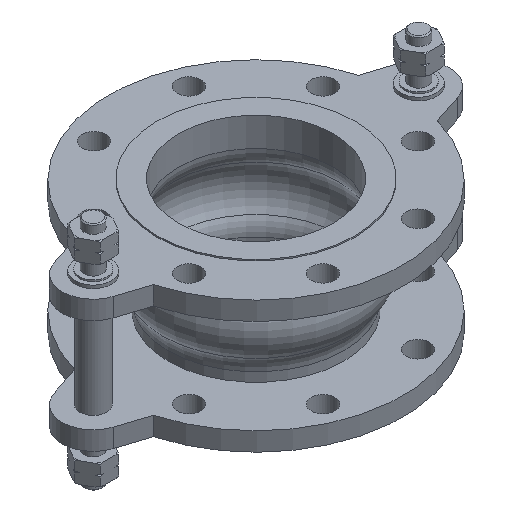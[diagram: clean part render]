
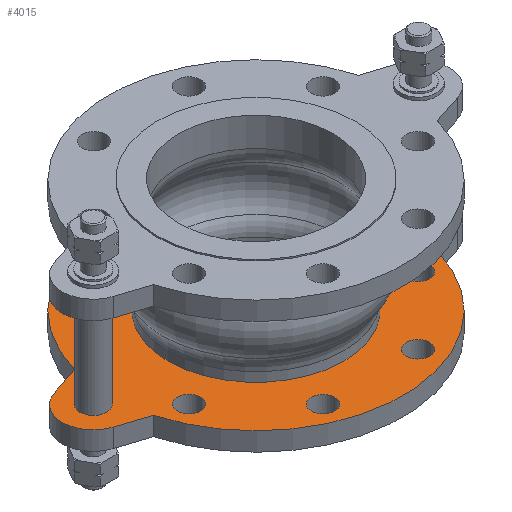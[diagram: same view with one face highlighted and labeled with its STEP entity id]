
A CAD part, isometric view. The second image highlights one B-rep face of the part: STEP entity #4015.
In plain terms, the highlighted planar face has unit normal (0, 0, 1).
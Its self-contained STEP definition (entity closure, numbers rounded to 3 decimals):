
#57=FACE_BOUND('',#1219,.T.);
#58=FACE_BOUND('',#1220,.T.);
#59=FACE_BOUND('',#1221,.T.);
#60=FACE_BOUND('',#1222,.T.);
#61=FACE_BOUND('',#1223,.T.);
#62=FACE_BOUND('',#1224,.T.);
#63=FACE_BOUND('',#1225,.T.);
#64=FACE_BOUND('',#1226,.T.);
#65=FACE_BOUND('',#1227,.T.);
#66=FACE_BOUND('',#1228,.T.);
#67=FACE_BOUND('',#1229,.T.);
#408=LINE('',#5990,#584);
#413=LINE('',#6004,#589);
#489=LINE('',#6766,#665);
#493=LINE('',#6774,#669);
#584=VECTOR('',#4741,10.);
#589=VECTOR('',#4754,10.);
#665=VECTOR('',#5222,10.);
#669=VECTOR('',#5232,10.);
#957=FACE_OUTER_BOUND('',#1218,.T.);
#1218=EDGE_LOOP('',(#3519,#3520,#3521,#3522,#3523,#3524,#3525,#3526));
#1219=EDGE_LOOP('',(#3527));
#1220=EDGE_LOOP('',(#3528));
#1221=EDGE_LOOP('',(#3529));
#1222=EDGE_LOOP('',(#3530));
#1223=EDGE_LOOP('',(#3531));
#1224=EDGE_LOOP('',(#3532));
#1225=EDGE_LOOP('',(#3533));
#1226=EDGE_LOOP('',(#3534));
#1227=EDGE_LOOP('',(#3535));
#1228=EDGE_LOOP('',(#3536));
#1229=EDGE_LOOP('',(#3537,#3538));
#1326=CIRCLE('',#4168,30.);
#1343=CIRCLE('',#4188,142.5);
#1378=CIRCLE('',#4267,13.);
#1435=CIRCLE('',#4368,30.);
#1464=CIRCLE('',#4437,142.5);
#1465=CIRCLE('',#4438,13.);
#1466=CIRCLE('',#4439,11.5);
#1467=CIRCLE('',#4440,11.5);
#1468=CIRCLE('',#4441,11.5);
#1469=CIRCLE('',#4442,11.5);
#1470=CIRCLE('',#4443,11.5);
#1471=CIRCLE('',#4444,11.5);
#1472=CIRCLE('',#4445,11.5);
#1473=CIRCLE('',#4446,11.5);
#1474=CIRCLE('',#4447,85.);
#1475=CIRCLE('',#4448,85.);
#1608=VERTEX_POINT('',#5988);
#1609=VERTEX_POINT('',#5989);
#1612=VERTEX_POINT('',#5997);
#1614=VERTEX_POINT('',#6003);
#1632=VERTEX_POINT('',#6043);
#1715=VERTEX_POINT('',#6387);
#1815=VERTEX_POINT('',#6764);
#1816=VERTEX_POINT('',#6765);
#1817=VERTEX_POINT('',#6770);
#1888=VERTEX_POINT('',#7085);
#1889=VERTEX_POINT('',#7087);
#1890=VERTEX_POINT('',#7089);
#1891=VERTEX_POINT('',#7091);
#1892=VERTEX_POINT('',#7093);
#1893=VERTEX_POINT('',#7095);
#1894=VERTEX_POINT('',#7097);
#1895=VERTEX_POINT('',#7099);
#1896=VERTEX_POINT('',#7101);
#1897=VERTEX_POINT('',#7103);
#1898=VERTEX_POINT('',#7104);
#2062=EDGE_CURVE('',#1608,#1609,#408,.T.);
#2066=EDGE_CURVE('',#1609,#1612,#1326,.T.);
#2069=EDGE_CURVE('',#1612,#1614,#413,.T.);
#2089=EDGE_CURVE('',#1614,#1632,#1343,.T.);
#2210=EDGE_CURVE('',#1715,#1715,#1378,.T.);
#2348=EDGE_CURVE('',#1815,#1816,#489,.T.);
#2351=EDGE_CURVE('',#1816,#1817,#1435,.T.);
#2353=EDGE_CURVE('',#1817,#1632,#493,.T.);
#2458=EDGE_CURVE('',#1815,#1608,#1464,.T.);
#2459=EDGE_CURVE('',#1888,#1888,#1465,.T.);
#2460=EDGE_CURVE('',#1889,#1889,#1466,.T.);
#2461=EDGE_CURVE('',#1890,#1890,#1467,.T.);
#2462=EDGE_CURVE('',#1891,#1891,#1468,.T.);
#2463=EDGE_CURVE('',#1892,#1892,#1469,.T.);
#2464=EDGE_CURVE('',#1893,#1893,#1470,.T.);
#2465=EDGE_CURVE('',#1894,#1894,#1471,.T.);
#2466=EDGE_CURVE('',#1895,#1895,#1472,.T.);
#2467=EDGE_CURVE('',#1896,#1896,#1473,.T.);
#2468=EDGE_CURVE('',#1897,#1898,#1474,.T.);
#2469=EDGE_CURVE('',#1898,#1897,#1475,.T.);
#3519=ORIENTED_EDGE('',*,*,#2458,.F.);
#3520=ORIENTED_EDGE('',*,*,#2348,.T.);
#3521=ORIENTED_EDGE('',*,*,#2351,.T.);
#3522=ORIENTED_EDGE('',*,*,#2353,.T.);
#3523=ORIENTED_EDGE('',*,*,#2089,.F.);
#3524=ORIENTED_EDGE('',*,*,#2069,.F.);
#3525=ORIENTED_EDGE('',*,*,#2066,.F.);
#3526=ORIENTED_EDGE('',*,*,#2062,.F.);
#3527=ORIENTED_EDGE('',*,*,#2210,.F.);
#3528=ORIENTED_EDGE('',*,*,#2459,.T.);
#3529=ORIENTED_EDGE('',*,*,#2460,.T.);
#3530=ORIENTED_EDGE('',*,*,#2461,.T.);
#3531=ORIENTED_EDGE('',*,*,#2462,.T.);
#3532=ORIENTED_EDGE('',*,*,#2463,.T.);
#3533=ORIENTED_EDGE('',*,*,#2464,.T.);
#3534=ORIENTED_EDGE('',*,*,#2465,.T.);
#3535=ORIENTED_EDGE('',*,*,#2466,.T.);
#3536=ORIENTED_EDGE('',*,*,#2467,.T.);
#3537=ORIENTED_EDGE('',*,*,#2468,.T.);
#3538=ORIENTED_EDGE('',*,*,#2469,.T.);
#3827=PLANE('',#4436);
#4015=ADVANCED_FACE('',(#957,#57,#58,#59,#60,#61,#62,#63,#64,#65,#66,#67),
#3827,.T.);
#4168=AXIS2_PLACEMENT_3D('',#5998,#4747,#4748);
#4188=AXIS2_PLACEMENT_3D('',#6044,#4793,#4794);
#4267=AXIS2_PLACEMENT_3D('',#6388,#4989,#4990);
#4368=AXIS2_PLACEMENT_3D('',#6771,#5227,#5228);
#4436=AXIS2_PLACEMENT_3D('',#7083,#5393,#5394);
#4437=AXIS2_PLACEMENT_3D('',#7084,#5395,#5396);
#4438=AXIS2_PLACEMENT_3D('',#7086,#5397,#5398);
#4439=AXIS2_PLACEMENT_3D('',#7088,#5399,#5400);
#4440=AXIS2_PLACEMENT_3D('',#7090,#5401,#5402);
#4441=AXIS2_PLACEMENT_3D('',#7092,#5403,#5404);
#4442=AXIS2_PLACEMENT_3D('',#7094,#5405,#5406);
#4443=AXIS2_PLACEMENT_3D('',#7096,#5407,#5408);
#4444=AXIS2_PLACEMENT_3D('',#7098,#5409,#5410);
#4445=AXIS2_PLACEMENT_3D('',#7100,#5411,#5412);
#4446=AXIS2_PLACEMENT_3D('',#7102,#5413,#5414);
#4447=AXIS2_PLACEMENT_3D('',#7105,#5415,#5416);
#4448=AXIS2_PLACEMENT_3D('',#7106,#5417,#5418);
#4741=DIRECTION('',(-0.951,0.309,0.));
#4747=DIRECTION('center_axis',(0.,0.,-1.));
#4748=DIRECTION('ref_axis',(-0.309,-0.951,0.));
#4754=DIRECTION('',(0.951,0.309,0.));
#4793=DIRECTION('center_axis',(0.,0.,-1.));
#4794=DIRECTION('ref_axis',(1.,0.,0.));
#4989=DIRECTION('center_axis',(0.,0.,1.));
#4990=DIRECTION('ref_axis',(1.,0.,0.));
#5222=DIRECTION('',(0.951,0.309,0.));
#5227=DIRECTION('center_axis',(0.,0.,1.));
#5228=DIRECTION('ref_axis',(0.309,-0.951,0.));
#5232=DIRECTION('',(-0.951,0.309,0.));
#5393=DIRECTION('center_axis',(0.,0.,1.));
#5394=DIRECTION('ref_axis',(1.,0.,0.));
#5395=DIRECTION('center_axis',(0.,0.,-1.));
#5396=DIRECTION('ref_axis',(1.,0.,0.));
#5397=DIRECTION('center_axis',(0.,0.,-1.));
#5398=DIRECTION('ref_axis',(-1.,0.,0.));
#5399=DIRECTION('center_axis',(0.,0.,-1.));
#5400=DIRECTION('ref_axis',(0.707,0.707,0.));
#5401=DIRECTION('center_axis',(0.,0.,-1.));
#5402=DIRECTION('ref_axis',(0.,1.,0.));
#5403=DIRECTION('center_axis',(0.,0.,-1.));
#5404=DIRECTION('ref_axis',(-0.707,0.707,0.));
#5405=DIRECTION('center_axis',(0.,0.,-1.));
#5406=DIRECTION('ref_axis',(-1.,0.,0.));
#5407=DIRECTION('center_axis',(0.,0.,-1.));
#5408=DIRECTION('ref_axis',(-0.707,-0.707,0.));
#5409=DIRECTION('center_axis',(0.,0.,-1.));
#5410=DIRECTION('ref_axis',(0.,-1.,0.));
#5411=DIRECTION('center_axis',(0.,0.,-1.));
#5412=DIRECTION('ref_axis',(0.707,-0.707,0.));
#5413=DIRECTION('center_axis',(0.,0.,-1.));
#5414=DIRECTION('ref_axis',(1.,0.,0.));
#5415=DIRECTION('center_axis',(0.,0.,-1.));
#5416=DIRECTION('ref_axis',(1.,0.,0.));
#5417=DIRECTION('center_axis',(0.,0.,-1.));
#5418=DIRECTION('ref_axis',(1.,0.,0.));
#5988=CARTESIAN_POINT('',(-137.311,-38.104,-45.75));
#5989=CARTESIAN_POINT('',(-166.771,-28.532,-45.75));
#5990=CARTESIAN_POINT('',(-168.989,-27.811,-45.75));
#5997=CARTESIAN_POINT('',(-166.771,28.532,-45.75));
#5998=CARTESIAN_POINT('Origin',(-157.5,0.,-45.75));
#6003=CARTESIAN_POINT('',(-137.311,38.104,-45.75));
#6004=CARTESIAN_POINT('',(-154.259,32.597,-45.75));
#6043=CARTESIAN_POINT('',(137.311,38.104,-45.75));
#6044=CARTESIAN_POINT('Origin',(0.,0.,-45.75));
#6387=CARTESIAN_POINT('',(-170.5,0.,-45.75));
#6388=CARTESIAN_POINT('Origin',(-157.5,0.,-45.75));
#6764=CARTESIAN_POINT('',(137.311,-38.104,-45.75));
#6765=CARTESIAN_POINT('',(166.771,-28.532,-45.75));
#6766=CARTESIAN_POINT('',(168.989,-27.811,-45.75));
#6770=CARTESIAN_POINT('',(166.771,28.532,-45.75));
#6771=CARTESIAN_POINT('Origin',(157.5,0.,-45.75));
#6774=CARTESIAN_POINT('',(154.259,32.597,-45.75));
#7083=CARTESIAN_POINT('Origin',(0.,142.5,-45.75));
#7084=CARTESIAN_POINT('Origin',(0.,0.,-45.75));
#7085=CARTESIAN_POINT('',(170.5,0.,-45.75));
#7086=CARTESIAN_POINT('Origin',(157.5,0.,-45.75));
#7087=CARTESIAN_POINT('',(-54.054,102.734,-45.75));
#7088=CARTESIAN_POINT('Origin',(-45.922,110.866,-45.75));
#7089=CARTESIAN_POINT('',(-110.866,34.422,-45.75));
#7090=CARTESIAN_POINT('Origin',(-110.866,45.922,-45.75));
#7091=CARTESIAN_POINT('',(-102.734,-54.054,-45.75));
#7092=CARTESIAN_POINT('Origin',(-110.866,-45.922,-45.75));
#7093=CARTESIAN_POINT('',(-34.422,-110.866,-45.75));
#7094=CARTESIAN_POINT('Origin',(-45.922,-110.866,-45.75));
#7095=CARTESIAN_POINT('',(54.054,-102.734,-45.75));
#7096=CARTESIAN_POINT('Origin',(45.922,-110.866,-45.75));
#7097=CARTESIAN_POINT('',(110.866,-34.422,-45.75));
#7098=CARTESIAN_POINT('Origin',(110.866,-45.922,-45.75));
#7099=CARTESIAN_POINT('',(102.734,54.054,-45.75));
#7100=CARTESIAN_POINT('Origin',(110.866,45.922,-45.75));
#7101=CARTESIAN_POINT('',(34.422,110.866,-45.75));
#7102=CARTESIAN_POINT('Origin',(45.922,110.866,-45.75));
#7103=CARTESIAN_POINT('',(0.,85.,-45.75));
#7104=CARTESIAN_POINT('',(0.,-85.,-45.75));
#7105=CARTESIAN_POINT('Origin',(0.,0.,-45.75));
#7106=CARTESIAN_POINT('Origin',(0.,0.,-45.75));
